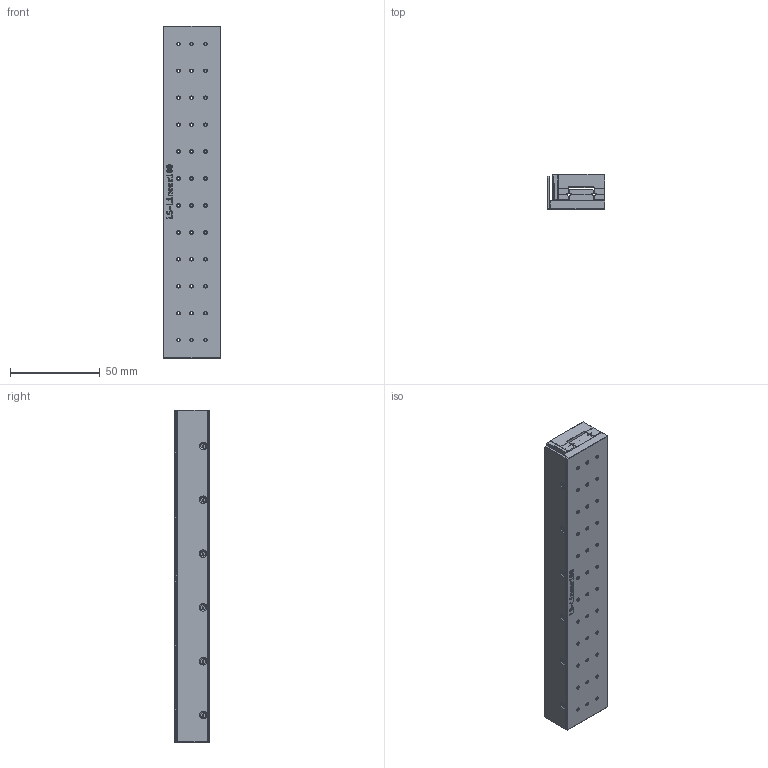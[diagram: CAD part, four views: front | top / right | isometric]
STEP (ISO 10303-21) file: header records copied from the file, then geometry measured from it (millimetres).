
FILE_DESCRIPTION (( 'STEP AP203' ), '1' );
FILE_NAME ('LS-Linear100 - Web.STEP', '2024-12-23T06:37:34', ( '' ), ( '' ), 'SwSTEP 2.0', 'SolidWorks 2020', '' );
FILE_SCHEMA (( 'CONFIG_CONTROL_DESIGN' ));
Length unit declared in the file: millimetre
Products named in the file (11): 葩璃 Base_1_粟俶蹟謂-185^LS-Linear100 - Web; 葩璃 Top_1-185^LS-Linear100 - Web; 葩璃 萇芃裔-185^LS-Linear100 - Web; 葩璃 VR2-185^LS-Linear100 - Web; 葩璃 m2-D3L3.5T0.6^LS-Linear100 - Web; 葩璃 VR2-185_2^LS-Linear100 - Web; 复件 不锈钢-扁头-内六角螺栓^LS-Linear100 - Web_M2*5-D4-T2; 葩璃 萇郯釱-185^LS-Linear100 - Web; LS-Linear100 - Web; 葩璃 Cover_2-185^LS-Linear100 - Web; 葩璃 Cover_1_thin^LS-Linear100 - Web
Assembly tree (27 placements, depth 2):
  LS-Linear100 - Web
    葩璃 VR2-185_2^LS-Linear100 - Web
    葩璃 VR2-185^LS-Linear100 - Web  x2
    葩璃 Base_1_粟俶蹟謂-185^LS-Linear100 - Web
    葩璃 Cover_1_thin^LS-Linear100 - Web
    葩璃 Cover_2-185^LS-Linear100 - Web
    葩璃 萇郯釱-185^LS-Linear100 - Web
    葩璃 Top_1-185^LS-Linear100 - Web
    葩璃 萇芃裔-185^LS-Linear100 - Web
    葩璃 m2-D3L3.5T0.6^LS-Linear100 - Web  x12
    复件 不锈钢-扁头-内六角螺栓^LS-Linear100 - Web_M2*5-D4-T2  x6
Bounding box: 32 x 19.5 x 185 mm (x, y, z)
Volume: 94990.2 mm3; surface area: 65344.9 mm2
Topology: 27 solids, 27 shells, 1539 faces, 3734 edges, 2297 vertices
Faces by surface type: plane 595, cylinder 489, cone 355, bspline 76, torus 24
Entity records: 40724 total; most frequent: CARTESIAN_POINT 10918, DIRECTION 5961, ORIENTED_EDGE 5692, EDGE_CURVE 2846, AXIS2_PLACEMENT_3D 2147, VERTEX_POINT 1753, LINE 1667, VECTOR 1667
